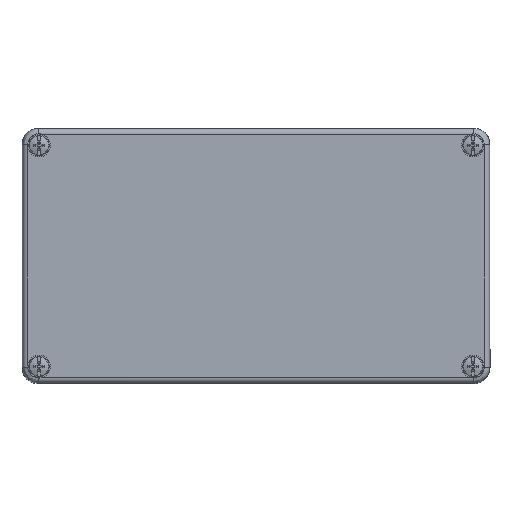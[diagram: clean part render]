
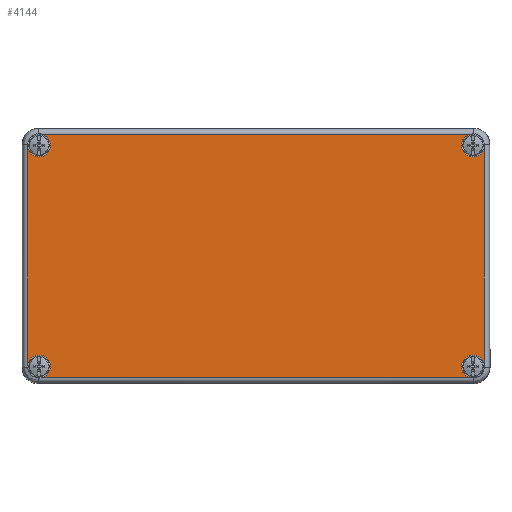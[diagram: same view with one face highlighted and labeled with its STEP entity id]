
A CAD part, top view. The second image highlights one B-rep face of the part: STEP entity #4144.
In plain terms, the highlighted planar face has unit normal (0, 0, 1).
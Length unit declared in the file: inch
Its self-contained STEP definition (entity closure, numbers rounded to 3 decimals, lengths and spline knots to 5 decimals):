
#47 = CARTESIAN_POINT ( 'NONE',  ( 0., 0., 0.98425 ) ) ;
#632 = DIRECTION ( 'NONE',  ( 0., 1., 0. ) ) ;
#945 = VERTEX_POINT ( 'NONE', #2410 ) ;
#1011 = CARTESIAN_POINT ( 'NONE',  ( 0., -2.25605, 0.98425 ) ) ;
#1988 = ORIENTED_EDGE ( 'NONE', *, *, #13104, .T. ) ;
#2051 = VERTEX_POINT ( 'NONE', #5500 ) ;
#2217 = AXIS2_PLACEMENT_3D ( 'NONE', #4508, #13097, #4581 ) ;
#2331 = AXIS2_PLACEMENT_3D ( 'NONE', #13372, #7411, #5007 ) ;
#2410 = CARTESIAN_POINT ( 'NONE',  ( -4.22455, 2.00724, 0.98425 ) ) ;
#2453 = VERTEX_POINT ( 'NONE', #10076 ) ;
#2569 = VERTEX_POINT ( 'NONE', #15116 ) ;
#2905 = ORIENTED_EDGE ( 'NONE', *, *, #8850, .T. ) ;
#3119 = EDGE_CURVE ( 'NONE', #2453, #13420, #9015, .T. ) ;
#3202 = VERTEX_POINT ( 'NONE', #14308 ) ;
#3448 = VECTOR ( 'NONE', #632, 39.37008 ) ;
#3573 = AXIS2_PLACEMENT_3D ( 'NONE', #47, #13049, #7162 ) ;
#3638 = ORIENTED_EDGE ( 'NONE', *, *, #3940, .T. ) ;
#3704 = CIRCLE ( 'NONE', #8421, 0.2126 ) ;
#3767 = VECTOR ( 'NONE', #11611, 39.37008 ) ;
#3940 = EDGE_CURVE ( 'NONE', #2051, #12540, #11242, .T. ) ;
#3991 = ORIENTED_EDGE ( 'NONE', *, *, #14325, .T. ) ;
#4144 = ADVANCED_FACE ( 'NONE', ( #5917 ), #10647, .T. ) ;
#4508 = CARTESIAN_POINT ( 'NONE',  ( -4.01575, -2.04724, 0.98425 ) ) ;
#4557 = DIRECTION ( 'NONE',  ( 1., 0., 0. ) ) ;
#4581 = DIRECTION ( 'NONE',  ( 1., 0., 0. ) ) ;
#4663 = DIRECTION ( 'NONE',  ( 0., 0., -1. ) ) ;
#4889 = CARTESIAN_POINT ( 'NONE',  ( 0., 2.25605, 0.98425 ) ) ;
#5007 = DIRECTION ( 'NONE',  ( 1., 0., 0. ) ) ;
#5349 = LINE ( 'NONE', #14958, #3448 ) ;
#5500 = CARTESIAN_POINT ( 'NONE',  ( 4.22455, 2.00724, 0.98425 ) ) ;
#5815 = CARTESIAN_POINT ( 'NONE',  ( -3.97575, -2.25605, 0.98425 ) ) ;
#5917 = FACE_OUTER_BOUND ( 'NONE', #9666, .T. ) ;
#6796 = CARTESIAN_POINT ( 'NONE',  ( 3.97575, 2.25605, 0.98425 ) ) ;
#7008 = ORIENTED_EDGE ( 'NONE', *, *, #13213, .T. ) ;
#7162 = DIRECTION ( 'NONE',  ( 1., 0., 0. ) ) ;
#7229 = DIRECTION ( 'NONE',  ( -1., 0., 0. ) ) ;
#7377 = CARTESIAN_POINT ( 'NONE',  ( -4.01575, 2.04724, 0.98425 ) ) ;
#7411 = DIRECTION ( 'NONE',  ( 0., 0., -1. ) ) ;
#7913 = VECTOR ( 'NONE', #7229, 39.37008 ) ;
#8421 = AXIS2_PLACEMENT_3D ( 'NONE', #7377, #4663, #9401 ) ;
#8850 = EDGE_CURVE ( 'NONE', #13533, #2453, #9623, .T. ) ;
#8900 = CARTESIAN_POINT ( 'NONE',  ( -4.22455, 0., 0.98425 ) ) ;
#8917 = CIRCLE ( 'NONE', #2217, 0.2126 ) ;
#9015 = CIRCLE ( 'NONE', #15187, 0.2126 ) ;
#9060 = DIRECTION ( 'NONE',  ( 0., -1., 0. ) ) ;
#9401 = DIRECTION ( 'NONE',  ( 1., 0., 0. ) ) ;
#9623 = LINE ( 'NONE', #1011, #3767 ) ;
#9666 = EDGE_LOOP ( 'NONE', ( #1988, #3991, #7008, #2905, #13756, #10260, #3638, #11446 ) ) ;
#10006 = CARTESIAN_POINT ( 'NONE',  ( 4.22455, -2.00724, 0.98425 ) ) ;
#10076 = CARTESIAN_POINT ( 'NONE',  ( 3.97575, -2.25605, 0.98425 ) ) ;
#10260 = ORIENTED_EDGE ( 'NONE', *, *, #15241, .T. ) ;
#10358 = DIRECTION ( 'NONE',  ( 0., 0., -1. ) ) ;
#10421 = VECTOR ( 'NONE', #9060, 39.37008 ) ;
#10647 = PLANE ( 'NONE',  #3573 ) ;
#11242 = CIRCLE ( 'NONE', #2331, 0.2126 ) ;
#11446 = ORIENTED_EDGE ( 'NONE', *, *, #15122, .T. ) ;
#11611 = DIRECTION ( 'NONE',  ( 1., 0., 0. ) ) ;
#12540 = VERTEX_POINT ( 'NONE', #6796 ) ;
#13049 = DIRECTION ( 'NONE',  ( 0., 0., 1. ) ) ;
#13097 = DIRECTION ( 'NONE',  ( 0., 0., -1. ) ) ;
#13104 = EDGE_CURVE ( 'NONE', #2569, #945, #3704, .T. ) ;
#13182 = LINE ( 'NONE', #4889, #7913 ) ;
#13213 = EDGE_CURVE ( 'NONE', #3202, #13533, #8917, .T. ) ;
#13372 = CARTESIAN_POINT ( 'NONE',  ( 4.01575, 2.04724, 0.98425 ) ) ;
#13420 = VERTEX_POINT ( 'NONE', #10006 ) ;
#13533 = VERTEX_POINT ( 'NONE', #5815 ) ;
#13613 = LINE ( 'NONE', #8900, #10421 ) ;
#13756 = ORIENTED_EDGE ( 'NONE', *, *, #3119, .T. ) ;
#14308 = CARTESIAN_POINT ( 'NONE',  ( -4.22455, -2.00724, 0.98425 ) ) ;
#14325 = EDGE_CURVE ( 'NONE', #945, #3202, #13613, .T. ) ;
#14958 = CARTESIAN_POINT ( 'NONE',  ( 4.22455, 0., 0.98425 ) ) ;
#15116 = CARTESIAN_POINT ( 'NONE',  ( -3.97575, 2.25605, 0.98425 ) ) ;
#15122 = EDGE_CURVE ( 'NONE', #12540, #2569, #13182, .T. ) ;
#15181 = CARTESIAN_POINT ( 'NONE',  ( 4.01575, -2.04724, 0.98425 ) ) ;
#15187 = AXIS2_PLACEMENT_3D ( 'NONE', #15181, #10358, #4557 ) ;
#15241 = EDGE_CURVE ( 'NONE', #13420, #2051, #5349, .T. ) ;
